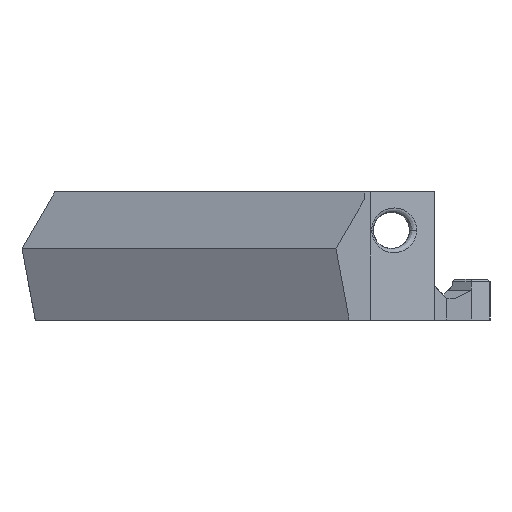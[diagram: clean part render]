
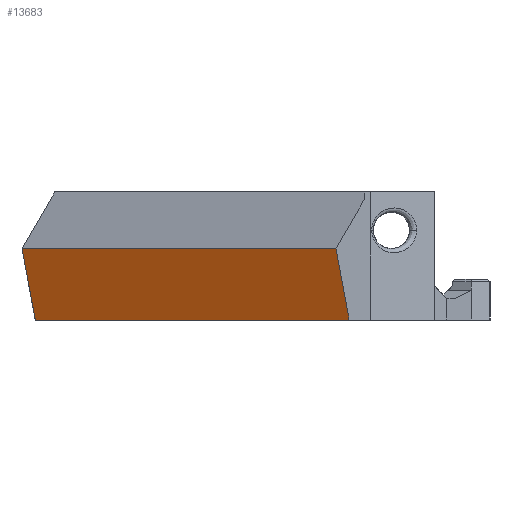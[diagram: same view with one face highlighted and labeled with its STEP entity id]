
A CAD part, left-side view. The second image highlights one B-rep face of the part: STEP entity #13683.
In plain terms, the highlighted planar face has unit normal (-0.886, 0.438, -0.148).
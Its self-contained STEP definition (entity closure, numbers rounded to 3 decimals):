
#744 = ORIENTED_EDGE ( 'NONE', *, *, #8390, .T. ) ;
#934 = VECTOR ( 'NONE', #4856, 1000. ) ;
#999 = ORIENTED_EDGE ( 'NONE', *, *, #3649, .T. ) ;
#1458 = PLANE ( 'NONE',  #10746 ) ;
#2036 = LINE ( 'NONE', #4549, #10750 ) ;
#2056 = FACE_OUTER_BOUND ( 'NONE', #8067, .T. ) ;
#2327 = ORIENTED_EDGE ( 'NONE', *, *, #10934, .T. ) ;
#2426 = VERTEX_POINT ( 'NONE', #10932 ) ;
#2699 = VECTOR ( 'NONE', #6847, 1000. ) ;
#2998 = CARTESIAN_POINT ( 'NONE',  ( -52.546, 96.219, 15. ) ) ;
#3565 = DIRECTION ( 'NONE',  ( -0.886, 0.438, -0.148 ) ) ;
#3649 = EDGE_CURVE ( 'NONE', #11190, #6642, #10866, .T. ) ;
#4549 = CARTESIAN_POINT ( 'NONE',  ( -26.267, 149.945, 16.756 ) ) ;
#4856 = DIRECTION ( 'NONE',  ( -0.074, 0.182, 0.981 ) ) ;
#5757 = LINE ( 'NONE', #8120, #934 ) ;
#6497 = ORIENTED_EDGE ( 'NONE', *, *, #12070, .F. ) ;
#6642 = VERTEX_POINT ( 'NONE', #9378 ) ;
#6686 = DIRECTION ( 'NONE',  ( 0.074, -0.182, -0.981 ) ) ;
#6847 = DIRECTION ( 'NONE',  ( -0.443, -0.896, 0. ) ) ;
#8067 = EDGE_LOOP ( 'NONE', ( #744, #6497, #999, #2327 ) ) ;
#8120 = CARTESIAN_POINT ( 'NONE',  ( -87.797, 19.919, 0.139 ) ) ;
#8176 = DIRECTION ( 'NONE',  ( 0.074, -0.182, -0.981 ) ) ;
#8390 = EDGE_CURVE ( 'NONE', #13069, #2426, #5757, .T. ) ;
#8973 = CARTESIAN_POINT ( 'NONE',  ( -63.499, 68.997, 0. ) ) ;
#8979 = LINE ( 'NONE', #8973, #2699 ) ;
#9237 = VECTOR ( 'NONE', #8176, 1000. ) ;
#9378 = CARTESIAN_POINT ( 'NONE',  ( -51.41, 93.438, 0. ) ) ;
#9833 = CARTESIAN_POINT ( 'NONE',  ( -53.682, 99., 30. ) ) ;
#10746 = AXIS2_PLACEMENT_3D ( 'NONE', #9833, #3565, #6686 ) ;
#10750 = VECTOR ( 'NONE', #11823, 1000. ) ;
#10866 = LINE ( 'NONE', #2998, #9237 ) ;
#10932 = CARTESIAN_POINT ( 'NONE',  ( -89.055, 23., 16.756 ) ) ;
#10934 = EDGE_CURVE ( 'NONE', #6642, #13069, #8979, .T. ) ;
#11190 = VERTEX_POINT ( 'NONE', #11766 ) ;
#11766 = CARTESIAN_POINT ( 'NONE',  ( -52.679, 96.544, 16.756 ) ) ;
#11823 = DIRECTION ( 'NONE',  ( -0.443, -0.896, 0. ) ) ;
#12070 = EDGE_CURVE ( 'NONE', #11190, #2426, #2036, .T. ) ;
#12504 = CARTESIAN_POINT ( 'NONE',  ( -87.786, 19.893, 0. ) ) ;
#13069 = VERTEX_POINT ( 'NONE', #12504 ) ;
#13683 = ADVANCED_FACE ( 'NONE', ( #2056 ), #1458, .T. ) ;
